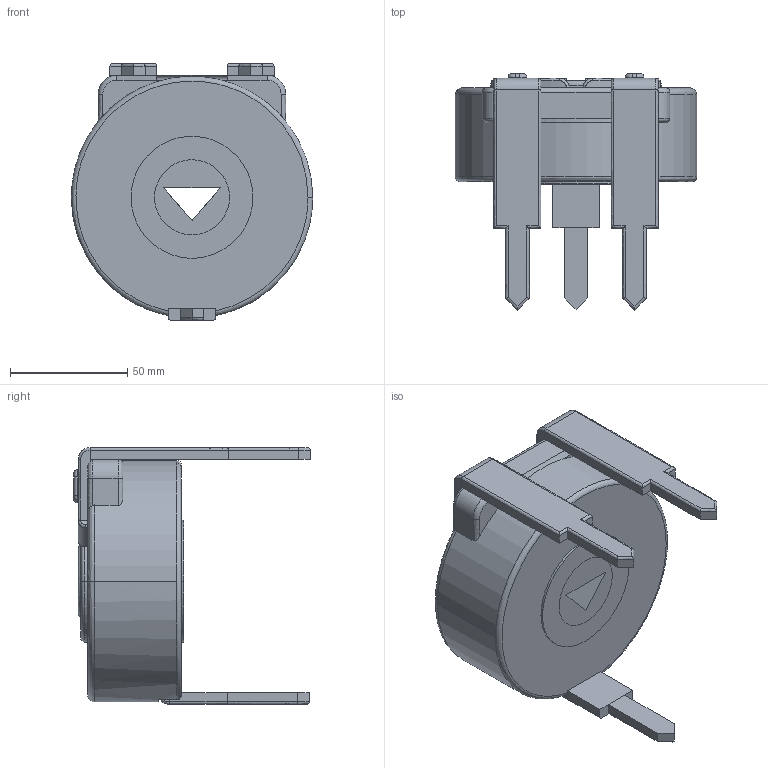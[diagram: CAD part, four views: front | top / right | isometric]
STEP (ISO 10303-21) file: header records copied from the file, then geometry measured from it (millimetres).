
FILE_DESCRIPTION(('FreeCAD Model'),'2;1');
FILE_NAME('Open CASCADE Shape Model','2025-09-12T23:22:21',(''),(''), 'Open CASCADE STEP processor 7.9','FreeCAD','Unknown');
FILE_SCHEMA(('AUTOMOTIVE_DESIGN { 1 0 10303 214 1 1 1 1 }'));
Length unit declared in the file: millimetre
Products named in the file (12): Document; COMPOUND025; COMPOUND008; COMPOUND018; COMPOUND019; COMPOUND020; COMPOUND021; COMPOUND022; COMPOUND023; COMPOUND024; COMPOUND028; COMPOUND026
Assembly tree (11 placements, depth 3):
  Document
    COMPOUND025
      COMPOUND008
      COMPOUND018
      COMPOUND019
      COMPOUND020
      COMPOUND021
      COMPOUND022
      COMPOUND023
      COMPOUND024
    COMPOUND028
      COMPOUND026
Bounding box: 103 x 101 x 109.5 mm (x, y, z)
Volume: 362389.2 mm3; surface area: 74018.8 mm2
Topology: 8 solids, 9 shells, 237 faces, 554 edges, 333 vertices
Faces by surface type: bspline 155, plane 82
Entity records: 8955 total; most frequent: CARTESIAN_POINT 5221, ORIENTED_EDGE 1102, EDGE_CURVE 554, B_SPLINE_CURVE_WITH_KNOTS 364, VERTEX_POINT 333, FACE_BOUND 242, EDGE_LOOP 242, ADVANCED_FACE 237
